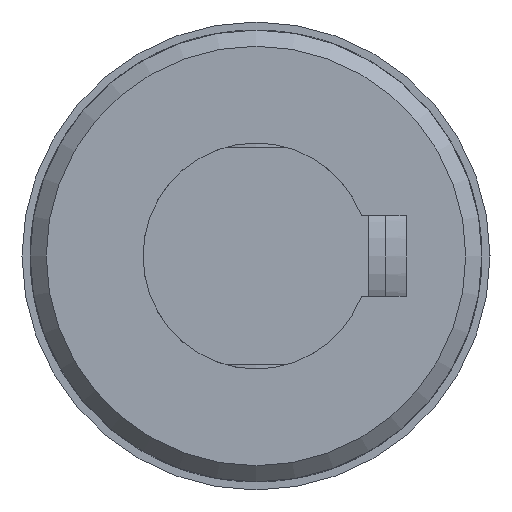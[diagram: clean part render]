
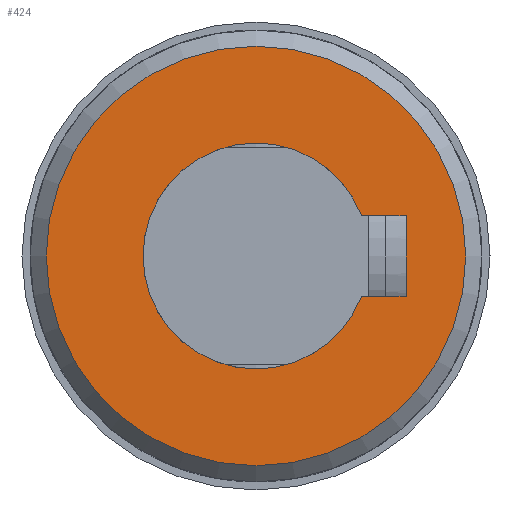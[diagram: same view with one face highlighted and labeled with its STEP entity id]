
A CAD part, left-side view. The second image highlights one B-rep face of the part: STEP entity #424.
In plain terms, the highlighted planar face has unit normal (-1, 0, 0).
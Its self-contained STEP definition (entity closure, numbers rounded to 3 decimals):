
#424 = ADVANCED_FACE( '', ( #908, #909 ), #910, .T. );
#908 = FACE_BOUND( '', #1490, .T. );
#909 = FACE_OUTER_BOUND( '', #1491, .T. );
#910 = PLANE( '', #1492 );
#1490 = EDGE_LOOP( '', ( #2431, #2432, #2433, #2434 ) );
#1491 = EDGE_LOOP( '', ( #2435 ) );
#1492 = AXIS2_PLACEMENT_3D( '', #2436, #2437, #2438 );
#2431 = ORIENTED_EDGE( '', *, *, #3691, .T. );
#2432 = ORIENTED_EDGE( '', *, *, #3511, .T. );
#2433 = ORIENTED_EDGE( '', *, *, #3692, .T. );
#2434 = ORIENTED_EDGE( '', *, *, #3530, .T. );
#2435 = ORIENTED_EDGE( '', *, *, #3574, .F. );
#2436 = CARTESIAN_POINT( '', ( 0., 13., 0. ) );
#2437 = DIRECTION( '', ( -1., 0., 0. ) );
#2438 = DIRECTION( '', ( 0., 0., 1. ) );
#3511 = EDGE_CURVE( '', #4219, #4220, #4221, .T. );
#3530 = EDGE_CURVE( '', #4252, #4250, #4253, .T. );
#3574 = EDGE_CURVE( '', #4325, #4325, #4326, .T. );
#3691 = EDGE_CURVE( '', #4250, #4219, #4497, .T. );
#3692 = EDGE_CURVE( '', #4220, #4252, #4498, .T. );
#4219 = VERTEX_POINT( '', #5426 );
#4220 = VERTEX_POINT( '', #5427 );
#4221 = CIRCLE( '', #5428, 7. );
#4250 = VERTEX_POINT( '', #5549 );
#4252 = VERTEX_POINT( '', #5552 );
#4253 = LINE( '', #5553, #5554 );
#4325 = VERTEX_POINT( '', #5674 );
#4326 = CIRCLE( '', #5675, 13. );
#4497 = LINE( '', #6138, #6139 );
#4498 = LINE( '', #6140, #6141 );
#5426 = CARTESIAN_POINT( '', ( 0., 2.5, -6.538 ) );
#5427 = CARTESIAN_POINT( '', ( 0., -2.5, -6.538 ) );
#5428 = AXIS2_PLACEMENT_3D( '', #7104, #7105, #7106 );
#5549 = CARTESIAN_POINT( '', ( 0., 2.5, -9.3 ) );
#5552 = CARTESIAN_POINT( '', ( 0., -2.5, -9.3 ) );
#5553 = CARTESIAN_POINT( '', ( 0., -2.5, -9.3 ) );
#5554 = VECTOR( '', #7128, 1000. );
#5674 = CARTESIAN_POINT( '', ( 0., 0., -13. ) );
#5675 = AXIS2_PLACEMENT_3D( '', #7183, #7184, #7185 );
#6138 = CARTESIAN_POINT( '', ( 0., 2.5, -9.3 ) );
#6139 = VECTOR( '', #7307, 1000. );
#6140 = CARTESIAN_POINT( '', ( 0., -2.5, 0. ) );
#6141 = VECTOR( '', #7308, 1000. );
#7104 = CARTESIAN_POINT( '', ( 0., 0., 0. ) );
#7105 = DIRECTION( '', ( 1., 0., 0. ) );
#7106 = DIRECTION( '', ( 0., 0., -1. ) );
#7128 = DIRECTION( '', ( 0., 1., 0. ) );
#7183 = CARTESIAN_POINT( '', ( 0., 0., 0. ) );
#7184 = DIRECTION( '', ( 1., 0., 0. ) );
#7185 = DIRECTION( '', ( 0., 0., -1. ) );
#7307 = DIRECTION( '', ( 0., 0., 1. ) );
#7308 = DIRECTION( '', ( 0., 0., -1. ) );
